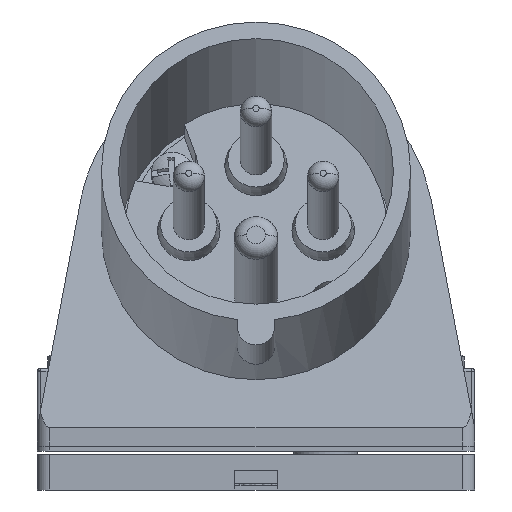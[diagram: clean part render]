
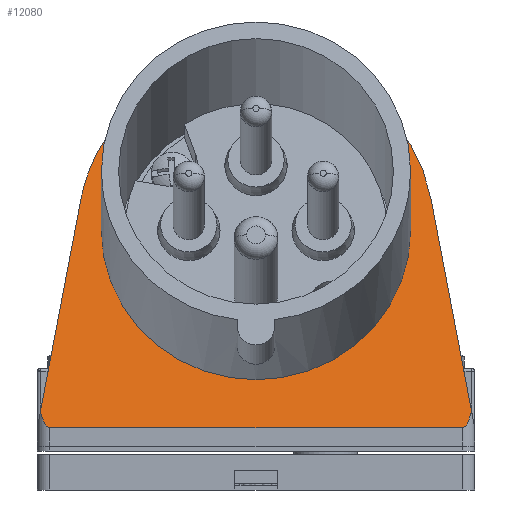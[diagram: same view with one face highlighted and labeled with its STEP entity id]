
A CAD part, front view. The second image highlights one B-rep face of the part: STEP entity #12080.
In plain terms, the highlighted face is planar.
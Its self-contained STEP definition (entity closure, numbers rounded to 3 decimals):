
#750=CARTESIAN_POINT('',(21.25,110.125,42.733));
#760=VERTEX_POINT('',#750);
#790=CARTESIAN_POINT('',(46.,110.125,42.733));
#800=DIRECTION('',(0.,0.966,0.259));
#810=DIRECTION('',(1.,0.,0.));
#820=AXIS2_PLACEMENT_3D('',#790,#800,#810);
#830=CIRCLE('',#820,24.75);
#840=CARTESIAN_POINT('',(70.75,110.125,42.733));
#850=VERTEX_POINT('',#840);
#860=EDGE_CURVE('',#760,#850,#830,.T.);
#11190=CARTESIAN_POINT('',(0.,95.372,97.791));
#11200=DIRECTION('',(-0.,0.966,0.259));
#11210=DIRECTION('',(1.,0.,0.));
#11220=AXIS2_PLACEMENT_3D('',#11190,#11200,#11210);
#11230=PLANE('',#11220);
#11240=CARTESIAN_POINT('',(79.,103.67,
66.822));
#11250=DIRECTION('',(0.,0.966,0.259));
#11260=DIRECTION('',(0.,0.259,-0.966));
#11270=AXIS2_PLACEMENT_3D('',#11240,#11250,#11260);
#11280=ELLIPSE('',#11270,7.727,2.);
#11290=CARTESIAN_POINT('',(79.,101.67,
74.286));
#11300=VERTEX_POINT('',#11290);
#11310=CARTESIAN_POINT('',(80.51,102.358,
71.717));
#11320=VERTEX_POINT('',#11310);
#11330=EDGE_CURVE('',#11300,#11320,#11280,.T.);
#11340=ORIENTED_EDGE('',*,*,#11330,.F.);
#11350=CARTESIAN_POINT('',(74.028,111.461,
37.744));
#11360=CARTESIAN_POINT('',(75.771,109.014,
46.88));
#11370=CARTESIAN_POINT('',(77.514,106.566,
56.015));
#11380=CARTESIAN_POINT('',(79.257,104.118,
65.151));
#11390=CARTESIAN_POINT('',(81.,101.67,74.286));
#11400=(BOUNDED_CURVE() B_SPLINE_CURVE(4,(#11350,#11360,#11370,#11380,
#11390),.UNSPECIFIED.,.F.,.F.) B_SPLINE_CURVE_WITH_KNOTS((5,5),(
94.513,118.547),.UNSPECIFIED.) CURVE() 
GEOMETRIC_REPRESENTATION_ITEM() RATIONAL_B_SPLINE_CURVE((1.,1.,1.,1.,1.)
) REPRESENTATION_ITEM(''));
#11410=CARTESIAN_POINT('',(74.028,111.461,
37.744));
#11420=VERTEX_POINT('',#11410);
#11430=EDGE_CURVE('',#11420,#11320,#11400,.T.);
#11440=ORIENTED_EDGE('',*,*,#11430,.T.);
#11450=CARTESIAN_POINT('',(17.972,111.461,
37.744));
#11460=CARTESIAN_POINT('',(18.184,111.759,
36.635));
#11470=CARTESIAN_POINT('',(18.463,112.059,
35.513));
#11480=CARTESIAN_POINT('',(18.813,112.36,
34.39));
#11490=CARTESIAN_POINT('',(20.198,113.34,
30.732));
#11500=CARTESIAN_POINT('',(21.54,114.013,
28.222));
#11510=CARTESIAN_POINT('',(23.271,114.641,
25.877));
#11520=CARTESIAN_POINT('',(27.381,115.763,
21.692));
#11530=CARTESIAN_POINT('',(29.752,116.252,
19.864));
#11540=CARTESIAN_POINT('',(32.358,116.645,
18.397));
#11550=CARTESIAN_POINT('',(37.769,117.227,
16.227));
#11560=CARTESIAN_POINT('',(40.565,117.416,
15.523));
#11570=CARTESIAN_POINT('',(43.35,117.501,
15.204));
#11580=CARTESIAN_POINT('',(48.65,117.501,
15.204));
#11590=CARTESIAN_POINT('',(51.435,117.416,
15.523));
#11600=CARTESIAN_POINT('',(54.231,117.227,
16.227));
#11610=CARTESIAN_POINT('',(59.642,116.645,
18.397));
#11620=CARTESIAN_POINT('',(62.248,116.252,
19.864));
#11630=CARTESIAN_POINT('',(64.619,115.763,
21.692));
#11640=CARTESIAN_POINT('',(68.729,114.641,
25.877));
#11650=CARTESIAN_POINT('',(70.46,114.013,
28.222));
#11660=CARTESIAN_POINT('',(71.802,113.34,
30.732));
#11670=CARTESIAN_POINT('',(73.187,112.36,
34.39));
#11680=CARTESIAN_POINT('',(73.537,112.059,
35.513));
#11690=CARTESIAN_POINT('',(73.816,111.759,
36.635));
#11700=CARTESIAN_POINT('',(74.028,111.461,
37.744));
#11710=(BOUNDED_CURVE() B_SPLINE_CURVE(4,(#11450,#11460,#11470,#11480,
#11490,#11500,#11510,#11520,#11530,#11540,#11550,#11560,#11570,#11580,
#11590,#11600,#11610,#11620,#11630,#11640,#11650,#11660,#11670,#11680,
#11690,#11700),.UNSPECIFIED.,.F.,.F.) B_SPLINE_CURVE_WITH_KNOTS((5,3,3,3
,3,3,3,3,5),(24.034,28.548,38.79,
49.032,59.273,69.515,79.757,
89.999,94.513),.UNSPECIFIED.) CURVE() 
GEOMETRIC_REPRESENTATION_ITEM() RATIONAL_B_SPLINE_CURVE((1.,1.,
0.999,0.998,0.995,0.991,
0.989,0.986,0.986,0.988,
0.994,0.997,1.,1.,0.997,
0.994,0.988,0.986,0.986,
0.989,0.991,0.995,0.998,
0.999,1.,1.)) REPRESENTATION_ITEM(''));
#11720=CARTESIAN_POINT('',(17.972,111.461,
37.744));
#11730=VERTEX_POINT('',#11720);
#11740=EDGE_CURVE('',#11730,#11420,#11710,.T.);
#11750=ORIENTED_EDGE('',*,*,#11740,.T.);
#11760=CARTESIAN_POINT('',(11.,101.67,74.286));
#11770=CARTESIAN_POINT('',(12.743,104.118,
65.151));
#11780=CARTESIAN_POINT('',(14.486,106.566,
56.015));
#11790=CARTESIAN_POINT('',(16.229,109.014,
46.88));
#11800=CARTESIAN_POINT('',(17.972,111.461,
37.744));
#11810=(BOUNDED_CURVE() B_SPLINE_CURVE(4,(#11760,#11770,#11780,#11790,
#11800),.UNSPECIFIED.,.F.,.F.) B_SPLINE_CURVE_WITH_KNOTS((5,5),(0.,
24.034),.UNSPECIFIED.) CURVE() GEOMETRIC_REPRESENTATION_ITEM()
 RATIONAL_B_SPLINE_CURVE((1.,1.,1.,1.,1.)) REPRESENTATION_ITEM(''));
#11820=CARTESIAN_POINT('',(11.49,102.358,
71.717));
#11830=VERTEX_POINT('',#11820);
#11840=EDGE_CURVE('',#11830,#11730,#11810,.T.);
#11850=ORIENTED_EDGE('',*,*,#11840,.T.);
#11860=CARTESIAN_POINT('',(13.,103.67,66.822));
#11870=DIRECTION('',(0.,0.966,0.259));
#11880=DIRECTION('',(0.,0.259,-0.966));
#11890=AXIS2_PLACEMENT_3D('',#11860,#11870,#11880);
#11900=ELLIPSE('',#11890,7.727,2.);
#11910=CARTESIAN_POINT('',(13.,101.67,74.286));
#11920=VERTEX_POINT('',#11910);
#11930=EDGE_CURVE('',#11830,#11920,#11900,.T.);
#11940=ORIENTED_EDGE('',*,*,#11930,.F.);
#11950=CARTESIAN_POINT('',(0.,101.67,74.286));
#11960=DIRECTION('',(1.,0.,0.));
#11970=VECTOR('',#11960,1.);
#11980=LINE('',#11950,#11970);
#11990=EDGE_CURVE('',#11920,#11300,#11980,.T.);
#12000=ORIENTED_EDGE('',*,*,#11990,.F.);
#12010=EDGE_LOOP('',(#12000,#11940,#11850,#11750,#11440,#11340));
#12020=FACE_OUTER_BOUND('',#12010,.T.);
#12030=EDGE_CURVE('',#850,#760,#830,.T.);
#12040=ORIENTED_EDGE('',*,*,#12030,.T.);
#12050=ORIENTED_EDGE('',*,*,#860,.T.);
#12060=EDGE_LOOP('',(#12050,#12040));
#12070=FACE_BOUND('',#12060,.T.);
#12080=ADVANCED_FACE('',(#12020,#12070),#11230,.F.);
